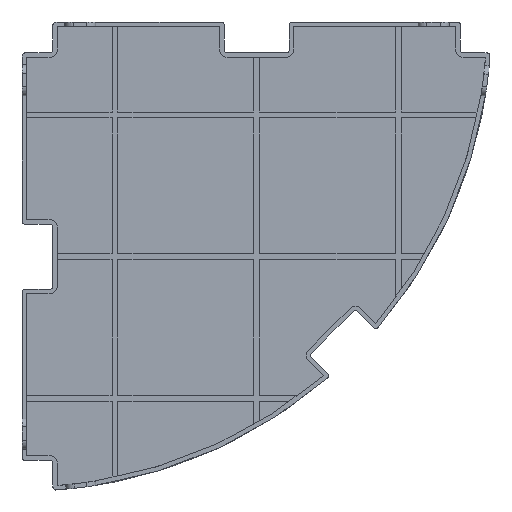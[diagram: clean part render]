
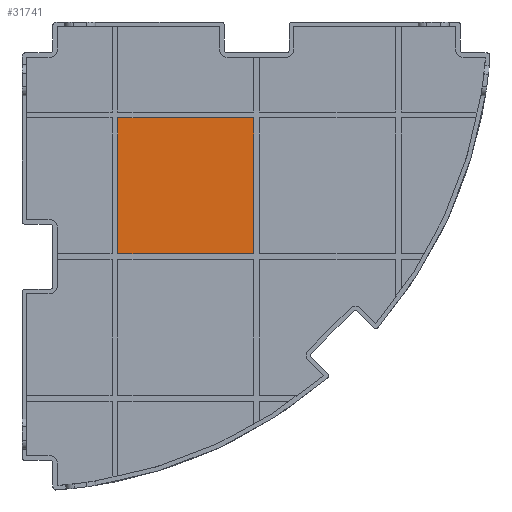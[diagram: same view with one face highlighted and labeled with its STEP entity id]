
A CAD part, front view. The second image highlights one B-rep face of the part: STEP entity #31741.
In plain terms, the highlighted planar face has unit normal (0, -1, 0).
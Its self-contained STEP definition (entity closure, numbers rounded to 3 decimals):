
#8861 = CARTESIAN_POINT ( 'NONE',  ( 32.5, 1.5, -78.5 ) ) ;
#8863 = CARTESIAN_POINT ( 'NONE',  ( 78.5, 1.5, -32.5 ) ) ;
#8864 = CARTESIAN_POINT ( 'NONE',  ( 78.5, 1.5, -78.5 ) ) ;
#8866 = CARTESIAN_POINT ( 'NONE',  ( 32.5, 1.5, -32.5 ) ) ;
#9032 = AXIS2_PLACEMENT_3D ( 'NONE', #17895, #17913, #17915 ) ;
#13038 = LINE ( 'NONE', #14997, #13045 ) ;
#13040 = LINE ( 'NONE', #15007, #13043 ) ;
#13042 = LINE ( 'NONE', #15001, #13047 ) ;
#13043 = VECTOR ( 'NONE', #15011, 1000. ) ;
#13044 = LINE ( 'NONE', #15009, #13049 ) ;
#13045 = VECTOR ( 'NONE', #15012, 1000. ) ;
#13047 = VECTOR ( 'NONE', #15017, 1000. ) ;
#13049 = VECTOR ( 'NONE', #15022, 1000. ) ;
#14997 = CARTESIAN_POINT ( 'NONE',  ( 78.5, 1.5, -12. ) ) ;
#15001 = CARTESIAN_POINT ( 'NONE',  ( 1.5, 1.5, -32.5 ) ) ;
#15007 = CARTESIAN_POINT ( 'NONE',  ( 12., 1.5, -78.5 ) ) ;
#15009 = CARTESIAN_POINT ( 'NONE',  ( 32.5, 1.5, -1.5 ) ) ;
#15011 = DIRECTION ( 'NONE',  ( 1., 0., 0. ) ) ;
#15012 = DIRECTION ( 'NONE',  ( 0., 0., -1. ) ) ;
#15017 = DIRECTION ( 'NONE',  ( 1., 0., 0. ) ) ;
#15022 = DIRECTION ( 'NONE',  ( 0., 0., -1. ) ) ;
#17895 = CARTESIAN_POINT ( 'NONE',  ( 89.5, 1.5, -9.5 ) ) ;
#17909 = PLANE ( 'NONE',  #9032 ) ;
#17913 = DIRECTION ( 'NONE',  ( 0., -1., 0. ) ) ;
#17915 = DIRECTION ( 'NONE',  ( 0., 0., -1. ) ) ;
#18476 = FACE_OUTER_BOUND ( 'NONE', #31205, .T. ) ;
#27251 = VERTEX_POINT ( 'NONE', #8861 ) ;
#27255 = VERTEX_POINT ( 'NONE', #8863 ) ;
#27257 = VERTEX_POINT ( 'NONE', #8864 ) ;
#27261 = VERTEX_POINT ( 'NONE', #8866 ) ;
#28458 = EDGE_CURVE ( 'NONE', #27251, #27257, #13040, .T. ) ;
#28461 = EDGE_CURVE ( 'NONE', #27255, #27257, #13038, .T. ) ;
#28462 = EDGE_CURVE ( 'NONE', #27261, #27255, #13042, .T. ) ;
#28464 = EDGE_CURVE ( 'NONE', #27261, #27251, #13044, .T. ) ;
#29894 = ORIENTED_EDGE ( 'NONE', *, *, #28458, .T. ) ;
#29895 = ORIENTED_EDGE ( 'NONE', *, *, #28461, .F. ) ;
#29896 = ORIENTED_EDGE ( 'NONE', *, *, #28462, .F. ) ;
#29897 = ORIENTED_EDGE ( 'NONE', *, *, #28464, .T. ) ;
#31205 = EDGE_LOOP ( 'NONE', ( #29894, #29895, #29896, #29897 ) ) ;
#31741 = ADVANCED_FACE ( 'NONE', ( #18476 ), #17909, .T. ) ;
